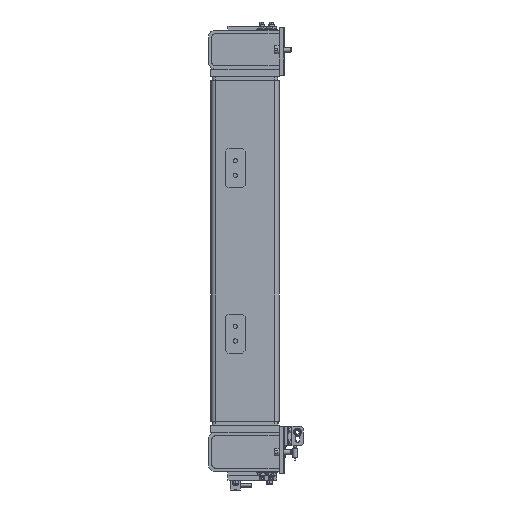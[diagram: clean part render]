
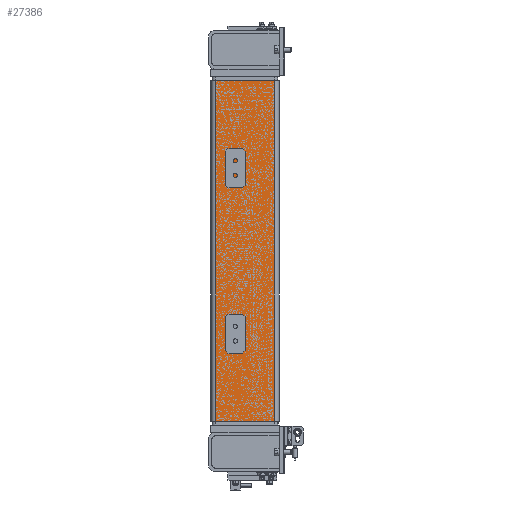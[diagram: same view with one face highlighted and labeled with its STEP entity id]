
A CAD part, left-side view. The second image highlights one B-rep face of the part: STEP entity #27386.
In plain terms, the highlighted planar face has unit normal (-1, 0, 0).
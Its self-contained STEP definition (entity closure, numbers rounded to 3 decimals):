
#719 = DIRECTION ( 'NONE',  ( 0., 0., 1. ) ) ;
#1757 = VECTOR ( 'NONE', #35759, 1000. ) ;
#3297 = CARTESIAN_POINT ( 'NONE',  ( -509., 20., -350. ) ) ;
#4929 = ORIENTED_EDGE ( 'NONE', *, *, #30757, .T. ) ;
#5073 = LINE ( 'NONE', #58341, #52926 ) ;
#5648 = DIRECTION ( 'NONE',  ( 0., -0.707, 0.707 ) ) ;
#5755 = LINE ( 'NONE', #37444, #17698 ) ;
#6941 = EDGE_CURVE ( 'NONE', #60220, #63182, #57425, .T. ) ;
#7351 = EDGE_CURVE ( 'NONE', #61032, #49927, #8608, .T. ) ;
#7854 = EDGE_CURVE ( 'NONE', #49927, #74253, #9927, .T. ) ;
#8608 = LINE ( 'NONE', #43976, #13174 ) ;
#9927 = LINE ( 'NONE', #34310, #70843 ) ;
#10524 = CARTESIAN_POINT ( 'NONE',  ( -509., 80., -205. ) ) ;
#11676 = EDGE_CURVE ( 'NONE', #33494, #74253, #5755, .T. ) ;
#13174 = VECTOR ( 'NONE', #21233, 1000. ) ;
#13582 = VECTOR ( 'NONE', #45923, 1000. ) ;
#14020 = DIRECTION ( 'NONE',  ( 0., 0., 1. ) ) ;
#14076 = ORIENTED_EDGE ( 'NONE', *, *, #36885, .T. ) ;
#14424 = VECTOR ( 'NONE', #40037, 1000. ) ;
#17429 = LINE ( 'NONE', #35258, #1757 ) ;
#17698 = VECTOR ( 'NONE', #14020, 1000. ) ;
#18083 = VERTEX_POINT ( 'NONE', #58254 ) ;
#20940 = CARTESIAN_POINT ( 'NONE',  ( -509., 115., -130. ) ) ;
#21233 = DIRECTION ( 'NONE',  ( 0., 0., 1. ) ) ;
#25181 = CARTESIAN_POINT ( 'NONE',  ( -509., 140., -350. ) ) ;
#25213 = ORIENTED_EDGE ( 'NONE', *, *, #63339, .T. ) ;
#27386 = ADVANCED_FACE ( 'NONE', ( #42738, #28809 ), #58513, .F. ) ;
#27778 = DIRECTION ( 'NONE',  ( 0., 0.707, 0.707 ) ) ;
#28372 = DIRECTION ( 'NONE',  ( 0., 0.707, -0.707 ) ) ;
#28809 = FACE_BOUND ( 'NONE', #31385, .T. ) ;
#29652 = ORIENTED_EDGE ( 'NONE', *, *, #7854, .F. ) ;
#30059 = CARTESIAN_POINT ( 'NONE',  ( -509., 140., -350. ) ) ;
#30757 = EDGE_CURVE ( 'NONE', #63182, #55304, #57748, .T. ) ;
#30829 = ORIENTED_EDGE ( 'NONE', *, *, #71704, .T. ) ;
#31385 = EDGE_LOOP ( 'NONE', ( #53562, #4929, #25213, #30829, #54476, #58006, #14076, #44277 ) ) ;
#32778 = VERTEX_POINT ( 'NONE', #59053 ) ;
#33494 = VERTEX_POINT ( 'NONE', #3297 ) ;
#34310 = CARTESIAN_POINT ( 'NONE',  ( -509., 140., 350. ) ) ;
#35258 = CARTESIAN_POINT ( 'NONE',  ( -509., 115., -210. ) ) ;
#35759 = DIRECTION ( 'NONE',  ( 0., 1., 0. ) ) ;
#36885 = EDGE_CURVE ( 'NONE', #67472, #18083, #51722, .T. ) ;
#37444 = CARTESIAN_POINT ( 'NONE',  ( -509., 20., -350. ) ) ;
#38203 = CARTESIAN_POINT ( 'NONE',  ( -509., 85., -130. ) ) ;
#38820 = DIRECTION ( 'NONE',  ( 0., -0.707, -0.707 ) ) ;
#40037 = DIRECTION ( 'NONE',  ( 0., -1., 0. ) ) ;
#40437 = EDGE_CURVE ( 'NONE', #18083, #60220, #50430, .T. ) ;
#40968 = DIRECTION ( 'NONE',  ( 1., 0., 0. ) ) ;
#41773 = VECTOR ( 'NONE', #5648, 1000. ) ;
#42738 = FACE_OUTER_BOUND ( 'NONE', #75219, .T. ) ;
#43976 = CARTESIAN_POINT ( 'NONE',  ( -509., 140., -350. ) ) ;
#44277 = ORIENTED_EDGE ( 'NONE', *, *, #40437, .T. ) ;
#44488 = CARTESIAN_POINT ( 'NONE',  ( -509., 85., -130. ) ) ;
#44800 = ORIENTED_EDGE ( 'NONE', *, *, #54269, .T. ) ;
#45187 = DIRECTION ( 'NONE',  ( 0., -1., 0. ) ) ;
#45333 = DIRECTION ( 'NONE',  ( 0., -1., 0. ) ) ;
#45923 = DIRECTION ( 'NONE',  ( 0., 0., 1. ) ) ;
#47768 = EDGE_CURVE ( 'NONE', #73162, #62078, #5073, .T. ) ;
#49356 = CARTESIAN_POINT ( 'NONE',  ( -509., 80., -135. ) ) ;
#49502 = LINE ( 'NONE', #49356, #57810 ) ;
#49927 = VERTEX_POINT ( 'NONE', #70679 ) ;
#50430 = LINE ( 'NONE', #74641, #13582 ) ;
#50489 = LINE ( 'NONE', #68858, #75525 ) ;
#51722 = LINE ( 'NONE', #51791, #69371 ) ;
#51791 = CARTESIAN_POINT ( 'NONE',  ( -509., 120., -205. ) ) ;
#52926 = VECTOR ( 'NONE', #28372, 1000. ) ;
#53562 = ORIENTED_EDGE ( 'NONE', *, *, #6941, .T. ) ;
#54269 = EDGE_CURVE ( 'NONE', #61032, #33494, #50489, .T. ) ;
#54476 = ORIENTED_EDGE ( 'NONE', *, *, #47768, .T. ) ;
#55065 = ORIENTED_EDGE ( 'NONE', *, *, #11676, .T. ) ;
#55278 = DIRECTION ( 'NONE',  ( 0., 0., -1. ) ) ;
#55304 = VERTEX_POINT ( 'NONE', #38203 ) ;
#56836 = CARTESIAN_POINT ( 'NONE',  ( -509., 120., -135. ) ) ;
#57188 = CARTESIAN_POINT ( 'NONE',  ( -509., 20., 350. ) ) ;
#57425 = LINE ( 'NONE', #69649, #41773 ) ;
#57748 = LINE ( 'NONE', #20940, #14424 ) ;
#57810 = VECTOR ( 'NONE', #55278, 1000. ) ;
#58006 = ORIENTED_EDGE ( 'NONE', *, *, #75715, .T. ) ;
#58254 = CARTESIAN_POINT ( 'NONE',  ( -509., 120., -205. ) ) ;
#58341 = CARTESIAN_POINT ( 'NONE',  ( -509., 80., -205. ) ) ;
#58363 = AXIS2_PLACEMENT_3D ( 'NONE', #30059, #40968, #719 ) ;
#58513 = PLANE ( 'NONE',  #58363 ) ;
#59053 = CARTESIAN_POINT ( 'NONE',  ( -509., 80., -135. ) ) ;
#60220 = VERTEX_POINT ( 'NONE', #56836 ) ;
#61032 = VERTEX_POINT ( 'NONE', #25181 ) ;
#61700 = CARTESIAN_POINT ( 'NONE',  ( -509., 85., -210. ) ) ;
#62078 = VERTEX_POINT ( 'NONE', #61700 ) ;
#63182 = VERTEX_POINT ( 'NONE', #72206 ) ;
#63339 = EDGE_CURVE ( 'NONE', #55304, #32778, #63459, .T. ) ;
#63459 = LINE ( 'NONE', #44488, #64432 ) ;
#64432 = VECTOR ( 'NONE', #38820, 1000. ) ;
#65240 = CARTESIAN_POINT ( 'NONE',  ( -509., 115., -210. ) ) ;
#67472 = VERTEX_POINT ( 'NONE', #65240 ) ;
#68858 = CARTESIAN_POINT ( 'NONE',  ( -509., 140., -350. ) ) ;
#69371 = VECTOR ( 'NONE', #27778, 1000. ) ;
#69649 = CARTESIAN_POINT ( 'NONE',  ( -509., 115., -130. ) ) ;
#70679 = CARTESIAN_POINT ( 'NONE',  ( -509., 140., 350. ) ) ;
#70718 = ORIENTED_EDGE ( 'NONE', *, *, #7351, .F. ) ;
#70843 = VECTOR ( 'NONE', #45187, 1000. ) ;
#71704 = EDGE_CURVE ( 'NONE', #32778, #73162, #49502, .T. ) ;
#72206 = CARTESIAN_POINT ( 'NONE',  ( -509., 115., -130. ) ) ;
#73162 = VERTEX_POINT ( 'NONE', #10524 ) ;
#74253 = VERTEX_POINT ( 'NONE', #57188 ) ;
#74641 = CARTESIAN_POINT ( 'NONE',  ( -509., 120., -135. ) ) ;
#75219 = EDGE_LOOP ( 'NONE', ( #29652, #70718, #44800, #55065 ) ) ;
#75525 = VECTOR ( 'NONE', #45333, 1000. ) ;
#75715 = EDGE_CURVE ( 'NONE', #62078, #67472, #17429, .T. ) ;
